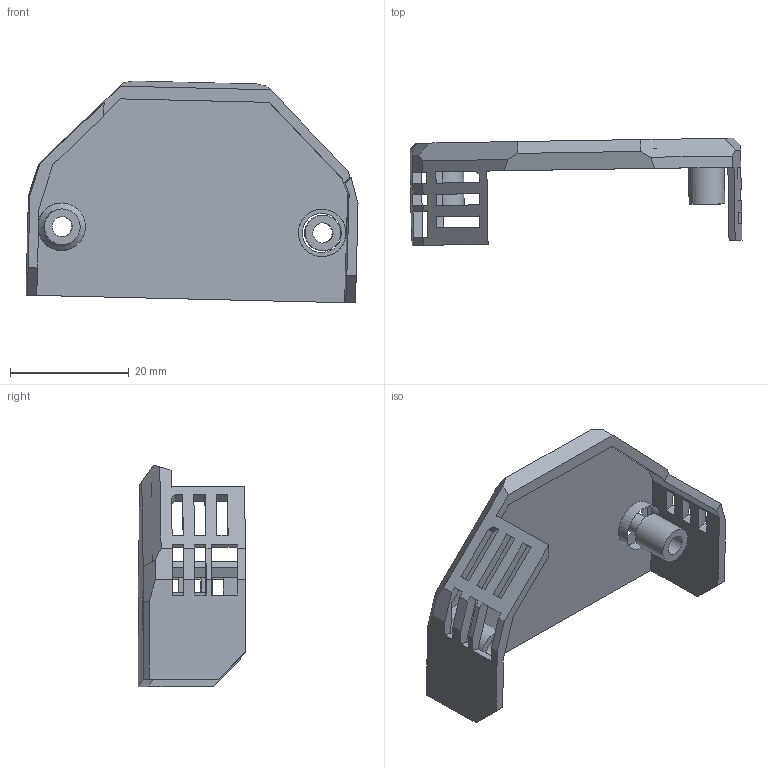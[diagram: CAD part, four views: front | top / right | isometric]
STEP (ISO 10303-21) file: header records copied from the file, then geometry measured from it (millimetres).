
FILE_DESCRIPTION(/* description */ ('','CAx-IF Rec.Pracs.---Representation and Presentation of Product Manufacturing Information (PMI)---4.0---2014-10-13'),/* implementation_level */ '2;1');
FILE_NAME(/* name */ 'NH36_Board_Cover.step',/* time_stamp */ '2025-02-11T22:56:36-08:00',/* author */ (''),/* organization */ (''),/* preprocessor_version */ 'ST-DEVELOPER v20',/* originating_system */ 'Autodesk Translation Framework v13.20.0.188',/* authorisation */ '');
FILE_SCHEMA (('AP242_MANAGED_MODEL_BASED_3D_ENGINEERING_MIM_LF { 1 0 10303 442 1 1 4 }'));
Length unit declared in the file: millimetre
Products named in the file (1): Board_Cover
Bounding box: 55.87 x 18.06 x 37.33 mm (x, y, z)
Volume: 4364.3 mm3; surface area: 6275.6 mm2
Topology: 1 solids, 1 shells, 85 faces, 268 edges, 178 vertices
Faces by surface type: plane 75, cylinder 6, cone 4
Full cylindrical faces by diameter (mm): 3.4 x2, 6 x2, 8 x2
Entity records: 3008 total; most frequent: ORIENTED_EDGE 536, CARTESIAN_POINT 532, DIRECTION 458, EDGE_CURVE 268, LINE 250, VECTOR 250, VERTEX_POINT 178, AXIS2_PLACEMENT_3D 104
